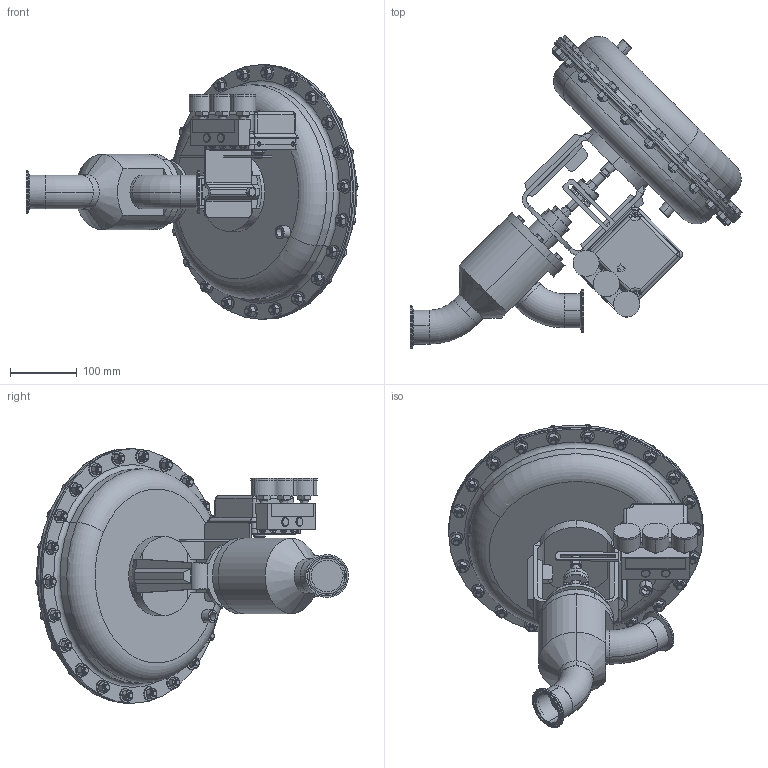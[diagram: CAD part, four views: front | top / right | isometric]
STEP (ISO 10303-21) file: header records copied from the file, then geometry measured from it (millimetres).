
FILE_DESCRIPTION (( 'STEP AP203' ), '1' );
FILE_NAME ('978NSP-200-JD-85M-16PP.STEP', '2017-06-14T12:22:29', ( '' ), ( '' ), 'SwSTEP 2.0', 'SolidWorks 2014', '' );
FILE_SCHEMA (( 'CONFIG_CONTROL_DESIGN' ));
Products named in the file (2): 978NSP-200-JD-85M-16PP
Bounding box: 496.69 x 468.23 x 381 mm (x, y, z)
Volume: 11829606.3 mm3; surface area: 664689.1 mm2
Topology: 2 solids, 2 shells, 2833 faces, 6921 edges, 4269 vertices
Faces by surface type: plane 1027, cone 896, cylinder 621, bspline 269, torus 20
Entity records: 101534 total; most frequent: CARTESIAN_POINT 38106, ORIENTED_EDGE 13768, DIRECTION 12444, EDGE_CURVE 6884, AXIS2_PLACEMENT_3D 4919, VERTEX_POINT 4268, EDGE_LOOP 3104, ADVANCED_FACE 2833
